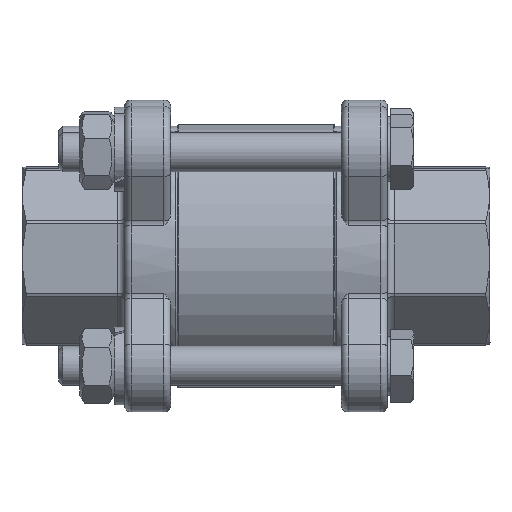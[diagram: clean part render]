
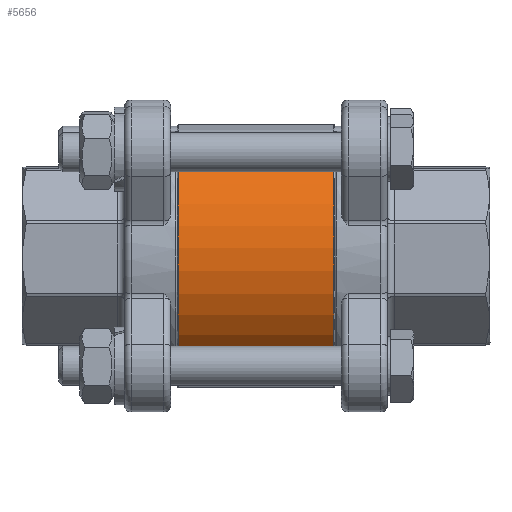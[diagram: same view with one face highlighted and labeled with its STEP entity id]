
A CAD part, top view. The second image highlights one B-rep face of the part: STEP entity #5656.
In plain terms, the highlighted cylindrical face has radius 20 mm (diameter 40 mm), a partial arc.
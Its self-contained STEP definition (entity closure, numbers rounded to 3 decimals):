
#5049=CARTESIAN_POINT('',(-79.262,-135.994,82.998));
#5050=VERTEX_POINT('',#5049);
#5051=CARTESIAN_POINT('',(-102.862,-135.994,82.998));
#5052=VERTEX_POINT('',#5051);
#5053=CARTESIAN_POINT('',(-79.262,-135.994,82.998));
#5054=DIRECTION('',(-1.0,0.,0.));
#5055=VECTOR('',#5054,23.6);
#5056=LINE('',#5053,#5055);
#5057=EDGE_CURVE('',#5050,#5052,#5056,.T.);
#5624=CARTESIAN_POINT('',(-79.062,-121.422,69.299));
#5625=DIRECTION('',(-1.0,0.,0.));
#5626=DIRECTION('',(0.,0.218,0.976));
#5627=AXIS2_PLACEMENT_3D('',#5624,#5625,#5626);
#5628=CYLINDRICAL_SURFACE('',#5627,20.0);
#5629=ORIENTED_EDGE('',*,*,#5057,.F.);
#5630=CARTESIAN_POINT('',(-79.262,-107.723,83.87));
#5631=VERTEX_POINT('',#5630);
#5632=CARTESIAN_POINT('',(-79.262,-121.422,69.299));
#5633=DIRECTION('',(1.0,0.,0.));
#5634=DIRECTION('',(0.,0.218,0.976));
#5635=AXIS2_PLACEMENT_3D('',#5632,#5633,#5634);
#5636=CIRCLE('',#5635,20.0);
#5637=EDGE_CURVE('',#5631,#5050,#5636,.T.);
#5638=ORIENTED_EDGE('',*,*,#5637,.F.);
#5639=CARTESIAN_POINT('',(-102.862,-107.723,83.87));
#5640=VERTEX_POINT('',#5639);
#5641=CARTESIAN_POINT('',(-79.262,-107.723,83.87));
#5642=DIRECTION('',(-1.0,0.,0.));
#5643=VECTOR('',#5642,23.6);
#5644=LINE('',#5641,#5643);
#5645=EDGE_CURVE('',#5631,#5640,#5644,.T.);
#5646=ORIENTED_EDGE('',*,*,#5645,.T.);
#5647=CARTESIAN_POINT('',(-102.862,-121.422,69.299));
#5648=DIRECTION('',(-1.0,0.,0.));
#5649=DIRECTION('',(0.,0.218,0.976));
#5650=AXIS2_PLACEMENT_3D('',#5647,#5648,#5649);
#5651=CIRCLE('',#5650,20.0);
#5652=EDGE_CURVE('',#5052,#5640,#5651,.T.);
#5653=ORIENTED_EDGE('',*,*,#5652,.F.);
#5654=EDGE_LOOP('',(#5629,#5638,#5646,#5653));
#5655=FACE_OUTER_BOUND('',#5654,.T.);
#5656=ADVANCED_FACE('',(#5655),#5628,.T.);
